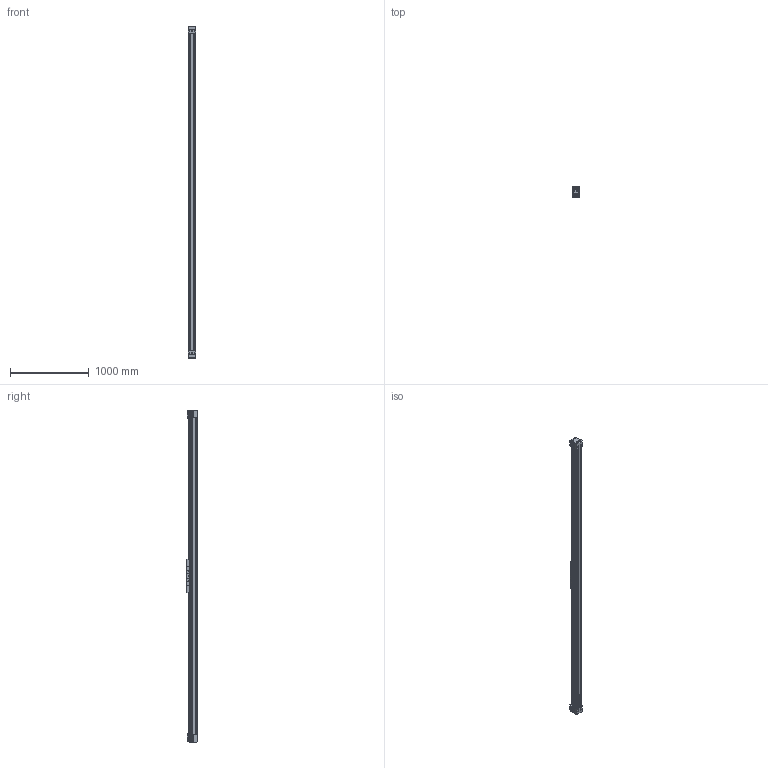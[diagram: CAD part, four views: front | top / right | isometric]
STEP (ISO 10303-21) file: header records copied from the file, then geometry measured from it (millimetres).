
FILE_DESCRIPTION (( 'STEP AP214' ), '1' );
FILE_NAME ('BLM80-3600-4224_Bondy.STEP', '2023-03-15T08:53:01', ( '' ), ( '' ), 'SwSTEP 2.0', 'SolidWorks 2023', '' );
FILE_SCHEMA (( 'AUTOMOTIVE_DESIGN' ));
Length unit declared in the file: millimetre
Products named in the file (1): BLM80-3600-4224_Bondy
Bounding box: 100 x 130 x 4224 mm (x, y, z)
Volume: 26314645.4 mm3; surface area: 3809939.5 mm2
Topology: 50 solids, 58 shells, 7397 faces, 21130 edges, 13942 vertices
Faces by surface type: plane 4275, cylinder 2794, torus 152, sphere 100, cone 52, bspline 24
Entity records: 328043 total; most frequent: CARTESIAN_POINT 48826, ORIENTED_EDGE 41652, DIRECTION 41492, EDGE_CURVE 20826, LINE 14336, VECTOR 14336, VERTEX_POINT 13750, AXIS2_PLACEMENT_3D 13578
